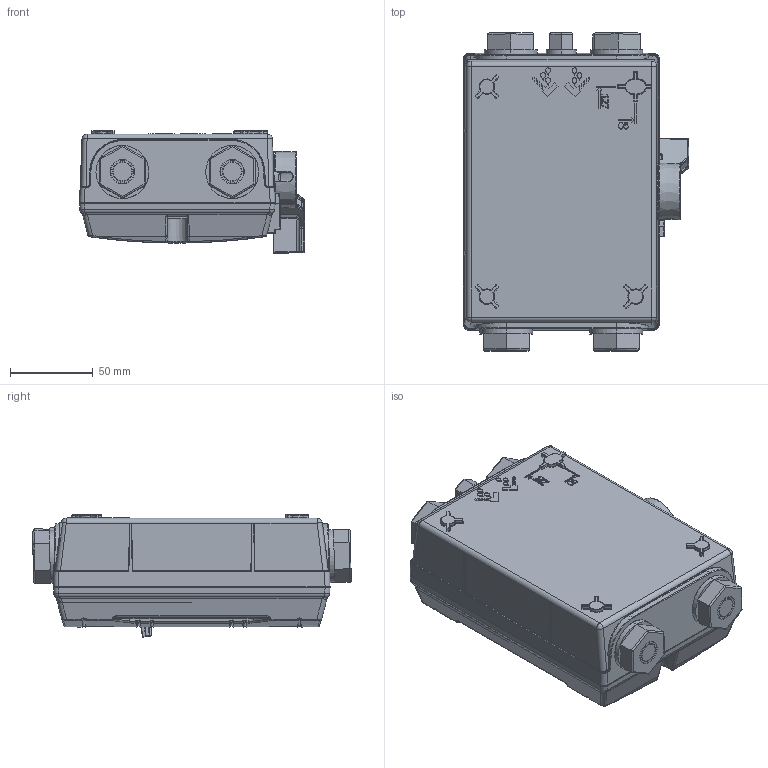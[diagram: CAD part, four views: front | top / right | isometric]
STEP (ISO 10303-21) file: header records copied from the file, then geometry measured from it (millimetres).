
FILE_DESCRIPTION((''),'2;1');
FILE_NAME('KSE340TPN_SW0001','2021-04-13T11:45:46',('FIJOKON'),(''),'CREO PARAMETRIC BY PTC INC, 2020184','CREO PARAMETRIC BY PTC INC, 2020184','');
FILE_SCHEMA(('AUTOMOTIVE_DESIGN { 1 0 10303 214 1 1 1 1 }'));
Products named in the file (1): KSE340TPN_SW0001
Bounding box: 136.2 x 192.83 x 74.01 mm (x, y, z)
Volume: 1074701.6 mm3; surface area: 153447.1 mm2
Topology: 1 solids, 2 shells, 2846 faces, 7968 edges, 5088 vertices
Faces by surface type: cylinder 829, bspline 763, plane 762, extrusion 168, torus 143, sphere 123, cone 57, revolution 1
Entity records: 190274 total; most frequent: CARTESIAN_POINT 95594, ORIENTED_EDGE 15676, DIRECTION 11287, EDGE_CURVE 7838, VERTEX_POINT 5082, FILL_AREA_STYLE_COLOUR 4319, FILL_AREA_STYLE 4319, SURFACE_STYLE_FILL_AREA 4319
